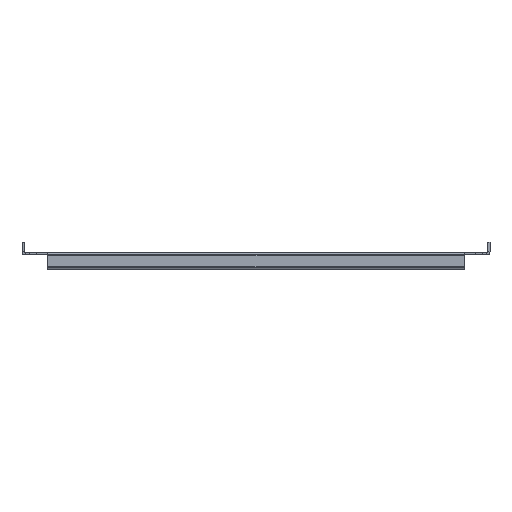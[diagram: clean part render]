
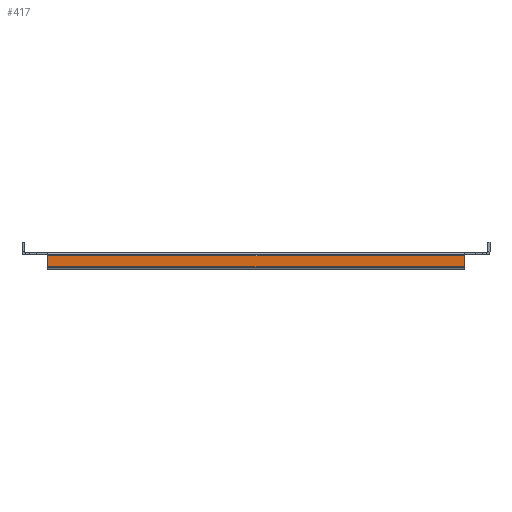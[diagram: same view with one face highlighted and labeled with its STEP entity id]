
A CAD part, front view. The second image highlights one B-rep face of the part: STEP entity #417.
In plain terms, the highlighted planar face has unit normal (0, -1, 0).
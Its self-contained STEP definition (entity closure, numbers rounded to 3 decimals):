
#78 = LINE ( 'NONE', #2253, #1562 ) ;
#148 = DIRECTION ( 'NONE',  ( 0., 0., 1. ) ) ;
#228 = EDGE_CURVE ( 'NONE', #789, #1508, #2281, .T. ) ;
#238 = ORIENTED_EDGE ( 'NONE', *, *, #317, .T. ) ;
#317 = EDGE_CURVE ( 'NONE', #2127, #789, #2150, .T. ) ;
#417 = ADVANCED_FACE ( 'NONE', ( #526 ), #1980, .F. ) ;
#487 = DIRECTION ( 'NONE',  ( 0., 0., 1. ) ) ;
#526 = FACE_OUTER_BOUND ( 'NONE', #1421, .T. ) ;
#531 = ORIENTED_EDGE ( 'NONE', *, *, #228, .T. ) ;
#613 = EDGE_CURVE ( 'NONE', #1300, #1508, #78, .T. ) ;
#661 = CARTESIAN_POINT ( 'NONE',  ( -121.487, -1549.711, -3.5 ) ) ;
#789 = VERTEX_POINT ( 'NONE', #1930 ) ;
#815 = AXIS2_PLACEMENT_3D ( 'NONE', #2118, #1333, #148 ) ;
#954 = DIRECTION ( 'NONE',  ( 0., 0., -1. ) ) ;
#983 = EDGE_CURVE ( 'NONE', #1300, #2127, #1319, .T. ) ;
#1071 = DIRECTION ( 'NONE',  ( 1., 0., 0. ) ) ;
#1106 = VECTOR ( 'NONE', #487, 1000. ) ;
#1178 = DIRECTION ( 'NONE',  ( 1., 0., 0. ) ) ;
#1300 = VERTEX_POINT ( 'NONE', #661 ) ;
#1319 = LINE ( 'NONE', #1910, #2516 ) ;
#1333 = DIRECTION ( 'NONE',  ( 0., 1., 0. ) ) ;
#1390 = CARTESIAN_POINT ( 'NONE',  ( -121.487, -1549.711, -16.5 ) ) ;
#1421 = EDGE_LOOP ( 'NONE', ( #238, #531, #2158, #2288 ) ) ;
#1508 = VERTEX_POINT ( 'NONE', #2409 ) ;
#1562 = VECTOR ( 'NONE', #1071, 1000. ) ;
#1602 = CARTESIAN_POINT ( 'NONE',  ( -121.487, -1549.711, -16.5 ) ) ;
#1889 = CARTESIAN_POINT ( 'NONE',  ( 363.513, -1549.711, 0. ) ) ;
#1891 = VECTOR ( 'NONE', #1178, 1000. ) ;
#1910 = CARTESIAN_POINT ( 'NONE',  ( -121.487, -1549.711, 0. ) ) ;
#1930 = CARTESIAN_POINT ( 'NONE',  ( 363.513, -1549.711, -16.5 ) ) ;
#1980 = PLANE ( 'NONE',  #815 ) ;
#2118 = CARTESIAN_POINT ( 'NONE',  ( 0., -1549.711, 0. ) ) ;
#2127 = VERTEX_POINT ( 'NONE', #1602 ) ;
#2150 = LINE ( 'NONE', #1390, #1891 ) ;
#2158 = ORIENTED_EDGE ( 'NONE', *, *, #613, .F. ) ;
#2253 = CARTESIAN_POINT ( 'NONE',  ( 363.513, -1549.711, -3.5 ) ) ;
#2281 = LINE ( 'NONE', #1889, #1106 ) ;
#2288 = ORIENTED_EDGE ( 'NONE', *, *, #983, .T. ) ;
#2409 = CARTESIAN_POINT ( 'NONE',  ( 363.513, -1549.711, -3.5 ) ) ;
#2516 = VECTOR ( 'NONE', #954, 1000. ) ;
